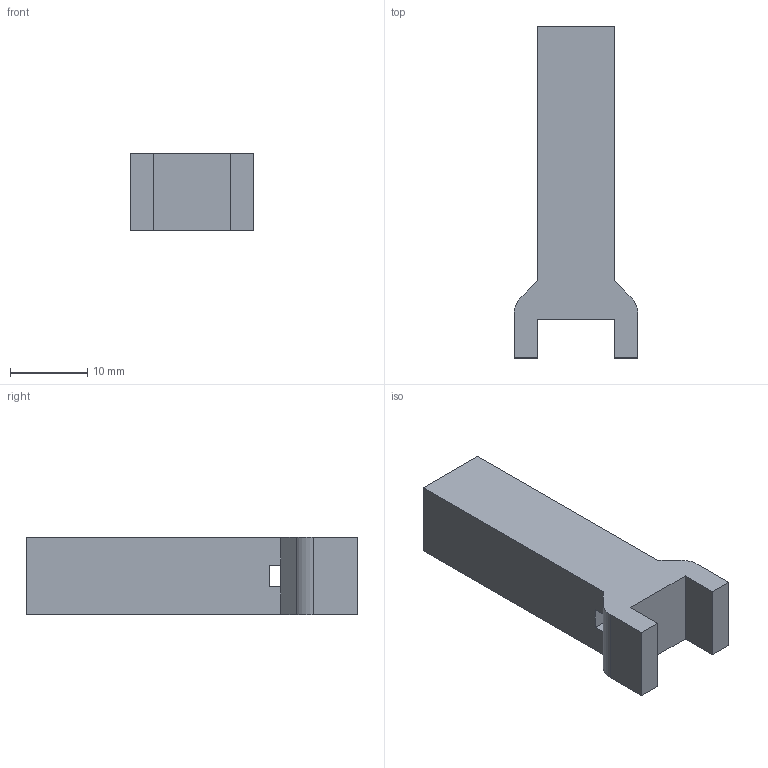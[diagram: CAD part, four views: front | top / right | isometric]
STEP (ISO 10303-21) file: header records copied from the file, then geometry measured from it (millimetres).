
FILE_DESCRIPTION((''),'2;1');
FILE_NAME('proteccionQuadCopter.stp','2015-07-16T10:26:22',('Startic'),(''),'Autodesk Inventor 2012','Autodesk Inventor 2012','');
FILE_SCHEMA(('AUTOMOTIVE_DESIGN { 1 0 10303 214 1 1 1 1 }'));
Length unit declared in the file: millimetre
Products named in the file (1): proteccionQuadCopter
Bounding box: 16 x 43 x 10 mm (x, y, z)
Volume: 4038.9 mm3; surface area: 2408.6 mm2
Topology: 1 solids, 1 shells, 26 faces, 71 edges, 46 vertices
Faces by surface type: plane 23, cylinder 3
Full cylindrical faces by diameter (mm): 3.2 x1
Entity records: 838 total; most frequent: CARTESIAN_POINT 143, ORIENTED_EDGE 140, DIRECTION 130, EDGE_CURVE 70, VECTOR 64, LINE 64, VERTEX_POINT 46, AXIS2_PLACEMENT_3D 33
